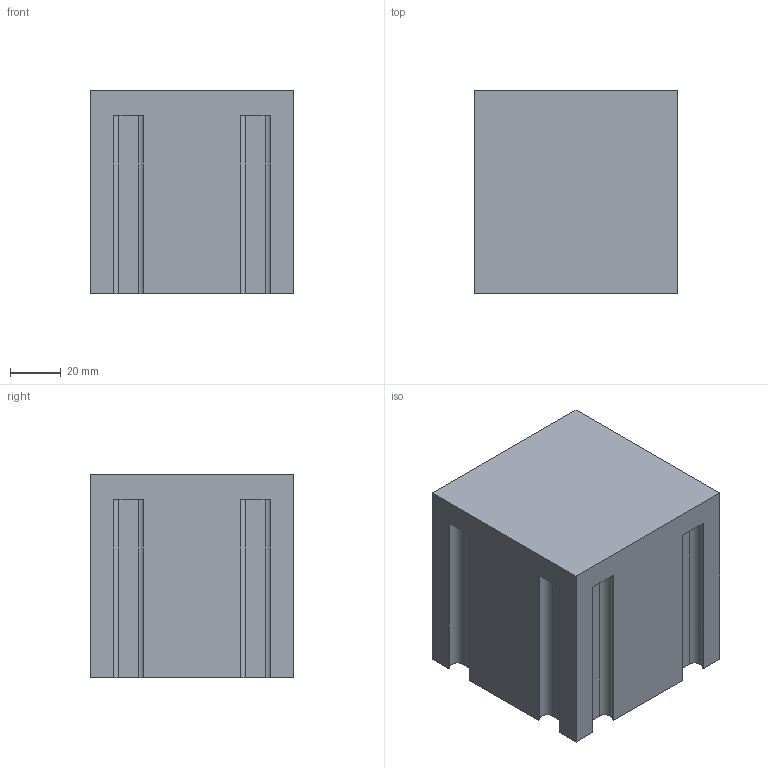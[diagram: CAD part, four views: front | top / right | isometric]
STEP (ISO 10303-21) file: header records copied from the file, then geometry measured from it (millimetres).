
FILE_DESCRIPTION(/* description */ (''),/* implementation_level */ '2;1');
FILE_NAME(/* name */ 'Base Normal 1unit.step',/* time_stamp */ '2021-12-26T12:49:41+01:00',/* author */ (''),/* organization */ (''),/* preprocessor_version */ 'ST-DEVELOPER v18.1',/* originating_system */ 'Autodesk Translation Framework v10.10.0.1391',/* authorisation */ '');
FILE_SCHEMA (('AUTOMOTIVE_DESIGN { 1 0 10303 214 3 1 1 }','FEATURE_BASED_PROCESS_PLANNING'));
Length unit declared in the file: millimetre
Products named in the file (1): Base Normal 1unit
Bounding box: 80 x 80 x 80 mm (x, y, z)
Volume: 216931.3 mm3; surface area: 62329.9 mm2
Topology: 1 solids, 1 shells, 59 faces, 168 edges, 112 vertices
Faces by surface type: plane 43, cylinder 16
Entity records: 1954 total; most frequent: CARTESIAN_POINT 340, ORIENTED_EDGE 336, DIRECTION 320, EDGE_CURVE 168, LINE 136, VECTOR 136, VERTEX_POINT 112, AXIS2_PLACEMENT_3D 92
